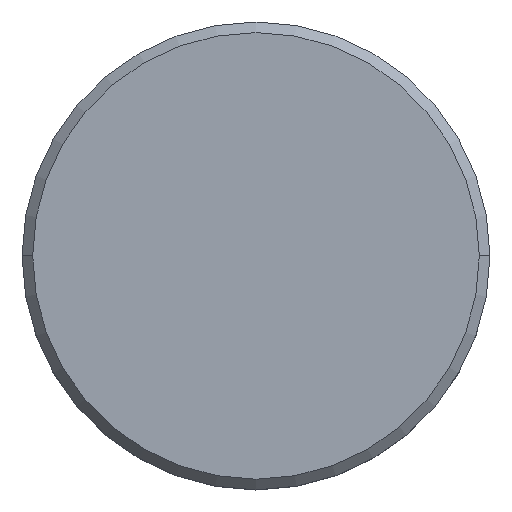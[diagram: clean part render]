
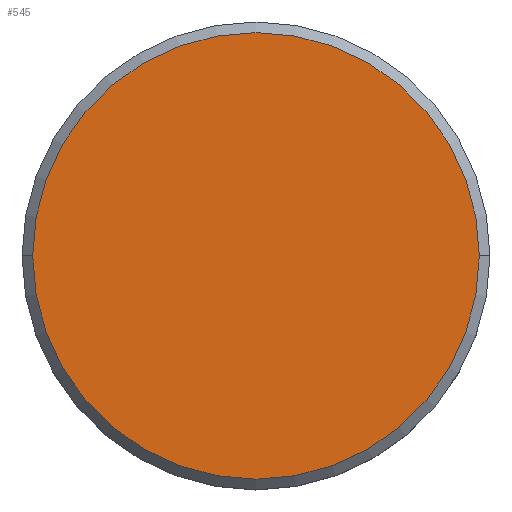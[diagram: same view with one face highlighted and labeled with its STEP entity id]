
A CAD part, top view. The second image highlights one B-rep face of the part: STEP entity #545.
In plain terms, the highlighted planar face has unit normal (0, 0, 1).
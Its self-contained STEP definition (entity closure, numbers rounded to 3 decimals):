
#135 = CIRCLE ( 'NONE', #985, 10.5 ) ;
#167 = ORIENTED_EDGE ( 'NONE', *, *, #966, .T. ) ;
#202 = DIRECTION ( 'NONE',  ( 0., 0., 1. ) ) ;
#254 = AXIS2_PLACEMENT_3D ( 'NONE', #354, #335, #1144 ) ;
#279 = DIRECTION ( 'NONE',  ( 1., 0., 0. ) ) ;
#282 = FACE_OUTER_BOUND ( 'NONE', #617, .T. ) ;
#335 = DIRECTION ( 'NONE',  ( 0., 0., 1. ) ) ;
#345 = VERTEX_POINT ( 'NONE', #675 ) ;
#354 = CARTESIAN_POINT ( 'NONE',  ( 0., 0., 0. ) ) ;
#540 = VERTEX_POINT ( 'NONE', #924 ) ;
#545 = ADVANCED_FACE ( 'NONE', ( #282 ), #929, .T. ) ;
#552 = DIRECTION ( 'NONE',  ( 1., 0., 0. ) ) ;
#617 = EDGE_LOOP ( 'NONE', ( #980, #167 ) ) ;
#645 = DIRECTION ( 'NONE',  ( 0., 0., 1. ) ) ;
#675 = CARTESIAN_POINT ( 'NONE',  ( 10.5, 0., 0. ) ) ;
#867 = EDGE_CURVE ( 'NONE', #540, #345, #1173, .T. ) ;
#924 = CARTESIAN_POINT ( 'NONE',  ( -10.5, 0., 0. ) ) ;
#929 = PLANE ( 'NONE',  #958 ) ;
#958 = AXIS2_PLACEMENT_3D ( 'NONE', #1167, #202, #279 ) ;
#966 = EDGE_CURVE ( 'NONE', #345, #540, #135, .T. ) ;
#980 = ORIENTED_EDGE ( 'NONE', *, *, #867, .T. ) ;
#985 = AXIS2_PLACEMENT_3D ( 'NONE', #1169, #645, #552 ) ;
#1144 = DIRECTION ( 'NONE',  ( 1., 0., 0. ) ) ;
#1167 = CARTESIAN_POINT ( 'NONE',  ( 0., 0., 0. ) ) ;
#1169 = CARTESIAN_POINT ( 'NONE',  ( 0., 0., 0. ) ) ;
#1173 = CIRCLE ( 'NONE', #254, 10.5 ) ;
